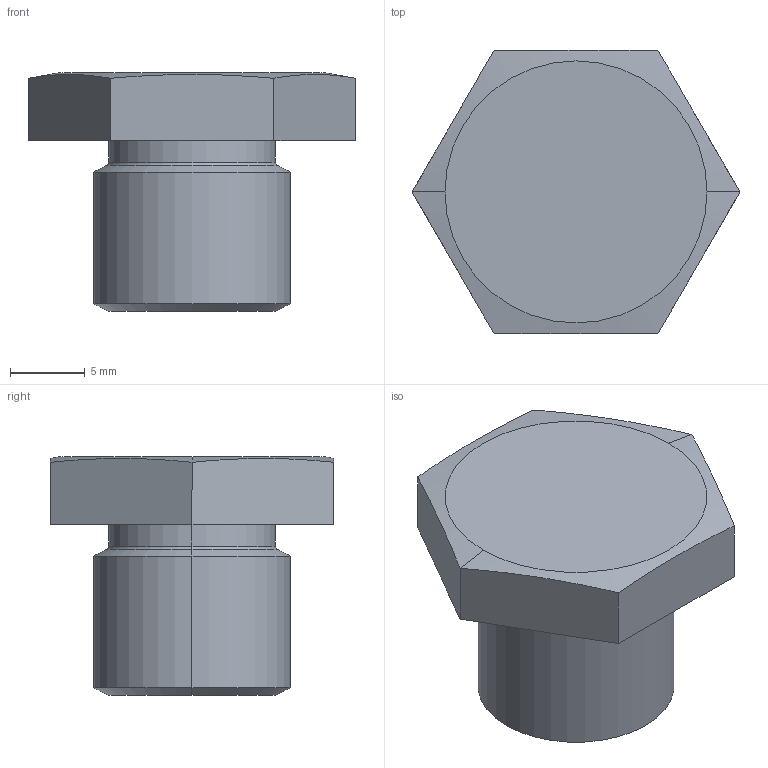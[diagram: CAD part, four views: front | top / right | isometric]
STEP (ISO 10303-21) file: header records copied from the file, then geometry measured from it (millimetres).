
FILE_DESCRIPTION (( 'STEP AP203' ), '1' );
FILE_NAME ('11-0236-02_outokumpu.step', '2015-08-11T13:32:56', ( '' ), ( '' ), 'SwSTEP 2.0', 'SolidWorks 2008', '' );
FILE_SCHEMA (( 'CONFIG_CONTROL_DESIGN' ));
Length unit declared in the file: millimetre
Products named in the file (1): 11-0236-02_outokumpu
Bounding box: 21.94 x 19 x 16 mm (x, y, z)
Volume: 2891.2 mm3; surface area: 1416.8 mm2
Topology: 1 solids, 1 shells, 21 faces, 44 edges, 26 vertices
Faces by surface type: plane 9, cone 6, cylinder 4, torus 2
Entity records: 649 total; most frequent: CARTESIAN_POINT 122, DIRECTION 98, ORIENTED_EDGE 88, EDGE_CURVE 44, AXIS2_PLACEMENT_3D 38, VERTEX_POINT 26, LINE 22, VECTOR 22
